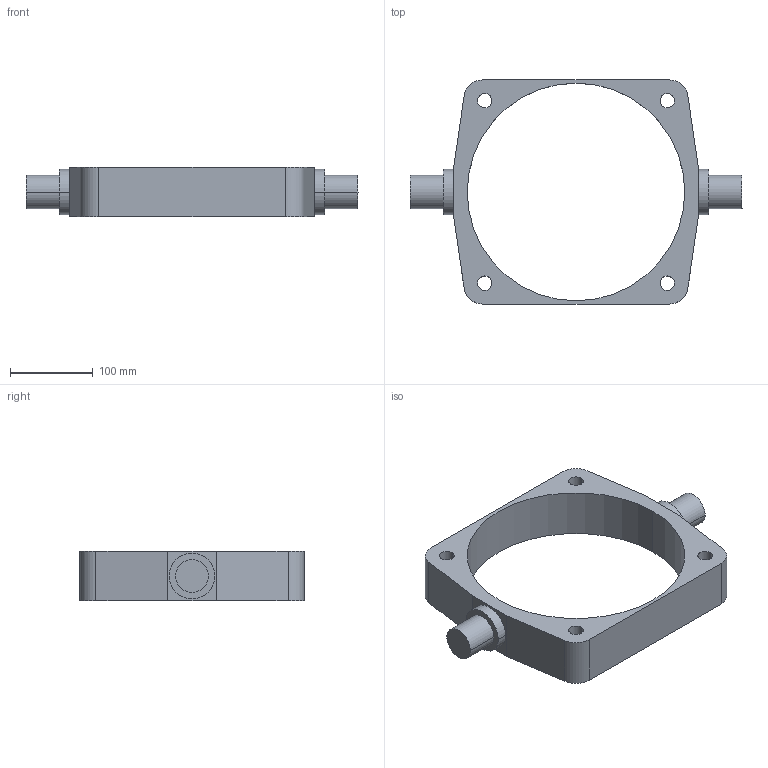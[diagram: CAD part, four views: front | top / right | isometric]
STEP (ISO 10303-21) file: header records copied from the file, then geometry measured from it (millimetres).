
FILE_DESCRIPTION (( 'STEP AP214' ), '1' );
FILE_NAME ('PMB 250 OEB-CTM.STEP', '2010-08-09T14:05:02', ( '' ), ( '' ), 'SwSTEP 2.0', 'SolidWorks 2010', '' );
FILE_SCHEMA (( 'AUTOMOTIVE_DESIGN' ));
Length unit declared in the file: millimetre
Products named in the file (1): PMB  250   OEB-CTM
Bounding box: 400 x 270 x 60 mm (x, y, z)
Volume: 1425907.5 mm3; surface area: 181894.4 mm2
Topology: 1 solids, 1 shells, 36 faces, 92 edges, 62 vertices
Faces by surface type: cylinder 22, plane 14
Entity records: 1260 total; most frequent: DIRECTION 212, CARTESIAN_POINT 191, ORIENTED_EDGE 184, EDGE_CURVE 92, AXIS2_PLACEMENT_3D 83, VERTEX_POINT 62, EDGE_LOOP 50, CIRCLE 46
